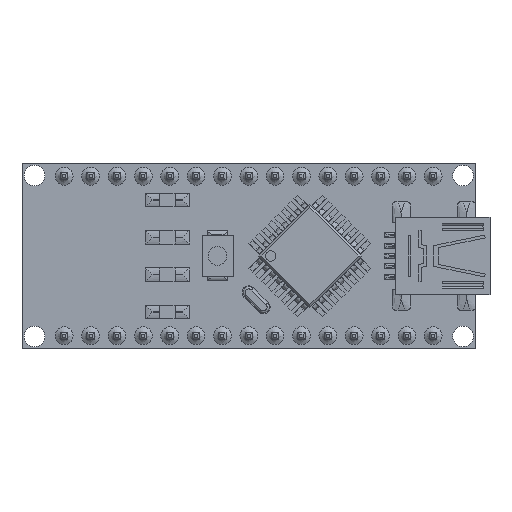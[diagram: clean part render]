
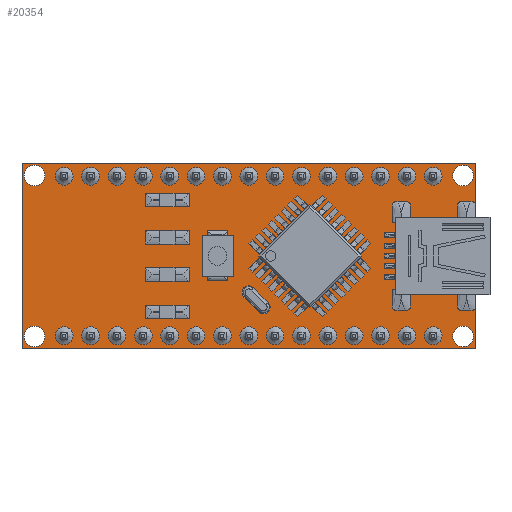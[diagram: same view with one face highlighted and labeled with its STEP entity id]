
A CAD part, front view. The second image highlights one B-rep face of the part: STEP entity #20354.
In plain terms, the highlighted planar face has unit normal (0, -1, 0).
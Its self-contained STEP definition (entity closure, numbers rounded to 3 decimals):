
#186=FACE_BOUND('',#3739,.T.);
#187=FACE_BOUND('',#3740,.T.);
#188=FACE_BOUND('',#3741,.T.);
#189=FACE_BOUND('',#3742,.T.);
#876=CIRCLE('',#22263,1.);
#878=CIRCLE('',#22266,1.);
#880=CIRCLE('',#22269,1.);
#882=CIRCLE('',#22272,1.);
#2532=FACE_OUTER_BOUND('',#3738,.T.);
#3738=EDGE_LOOP('',(#18267,#18268,#18269,#18270));
#3739=EDGE_LOOP('',(#18271));
#3740=EDGE_LOOP('',(#18272));
#3741=EDGE_LOOP('',(#18273));
#3742=EDGE_LOOP('',(#18274));
#5953=LINE('',#36011,#8175);
#5957=LINE('',#36019,#8179);
#5960=LINE('',#36025,#8182);
#5963=LINE('',#36030,#8185);
#8175=VECTOR('',#27785,10.);
#8179=VECTOR('',#27791,10.);
#8182=VECTOR('',#27796,10.);
#8185=VECTOR('',#27801,10.);
#9997=VERTEX_POINT('',#35985);
#9999=VERTEX_POINT('',#35991);
#10001=VERTEX_POINT('',#35997);
#10003=VERTEX_POINT('',#36003);
#10005=VERTEX_POINT('',#36009);
#10006=VERTEX_POINT('',#36010);
#10009=VERTEX_POINT('',#36018);
#10011=VERTEX_POINT('',#36024);
#12743=EDGE_CURVE('',#9997,#9997,#876,.T.);
#12746=EDGE_CURVE('',#9999,#9999,#878,.T.);
#12749=EDGE_CURVE('',#10001,#10001,#880,.T.);
#12752=EDGE_CURVE('',#10003,#10003,#882,.T.);
#12755=EDGE_CURVE('',#10005,#10006,#5953,.T.);
#12759=EDGE_CURVE('',#10006,#10009,#5957,.T.);
#12762=EDGE_CURVE('',#10009,#10011,#5960,.T.);
#12765=EDGE_CURVE('',#10011,#10005,#5963,.T.);
#18267=ORIENTED_EDGE('',*,*,#12765,.T.);
#18268=ORIENTED_EDGE('',*,*,#12755,.T.);
#18269=ORIENTED_EDGE('',*,*,#12759,.T.);
#18270=ORIENTED_EDGE('',*,*,#12762,.T.);
#18271=ORIENTED_EDGE('',*,*,#12743,.T.);
#18272=ORIENTED_EDGE('',*,*,#12746,.T.);
#18273=ORIENTED_EDGE('',*,*,#12749,.T.);
#18274=ORIENTED_EDGE('',*,*,#12752,.T.);
#19175=PLANE('',#22279);
#20354=ADVANCED_FACE('',(#2532,#186,#187,#188,#189),#19175,.F.);
#22263=AXIS2_PLACEMENT_3D('',#35986,#27757,#27758);
#22266=AXIS2_PLACEMENT_3D('',#35992,#27764,#27765);
#22269=AXIS2_PLACEMENT_3D('',#35998,#27771,#27772);
#22272=AXIS2_PLACEMENT_3D('',#36004,#27778,#27779);
#22279=AXIS2_PLACEMENT_3D('',#36033,#27805,#27806);
#27757=DIRECTION('center_axis',(0.,1.,0.));
#27758=DIRECTION('ref_axis',(1.,0.,0.));
#27764=DIRECTION('center_axis',(0.,1.,0.));
#27765=DIRECTION('ref_axis',(-1.,0.,0.));
#27771=DIRECTION('center_axis',(0.,1.,0.));
#27772=DIRECTION('ref_axis',(-1.,0.,0.));
#27778=DIRECTION('center_axis',(0.,1.,0.));
#27779=DIRECTION('ref_axis',(1.,0.,0.));
#27785=DIRECTION('',(0.,0.,-1.));
#27791=DIRECTION('',(1.,0.,0.));
#27796=DIRECTION('',(0.,0.,1.));
#27801=DIRECTION('',(-1.,0.,0.));
#27805=DIRECTION('center_axis',(0.,1.,0.));
#27806=DIRECTION('ref_axis',(1.,0.,0.));
#35985=CARTESIAN_POINT('',(0.2,0.,1.2));
#35986=CARTESIAN_POINT('Origin',(1.2,0.,1.2));
#35991=CARTESIAN_POINT('',(43.5,0.,16.7));
#35992=CARTESIAN_POINT('Origin',(42.5,0.,16.7));
#35997=CARTESIAN_POINT('',(43.5,0.,1.2));
#35998=CARTESIAN_POINT('Origin',(42.5,0.,1.2));
#36003=CARTESIAN_POINT('',(0.2,0.,16.7));
#36004=CARTESIAN_POINT('Origin',(1.2,0.,16.7));
#36009=CARTESIAN_POINT('',(0.,0.,17.9));
#36010=CARTESIAN_POINT('',(0.,0.,0.));
#36011=CARTESIAN_POINT('',(0.,0.,17.9));
#36018=CARTESIAN_POINT('',(43.7,0.,0.));
#36019=CARTESIAN_POINT('',(0.,0.,0.));
#36024=CARTESIAN_POINT('',(43.7,0.,17.9));
#36025=CARTESIAN_POINT('',(43.7,0.,0.));
#36030=CARTESIAN_POINT('',(43.7,0.,17.9));
#36033=CARTESIAN_POINT('Origin',(21.85,0.,8.95));
